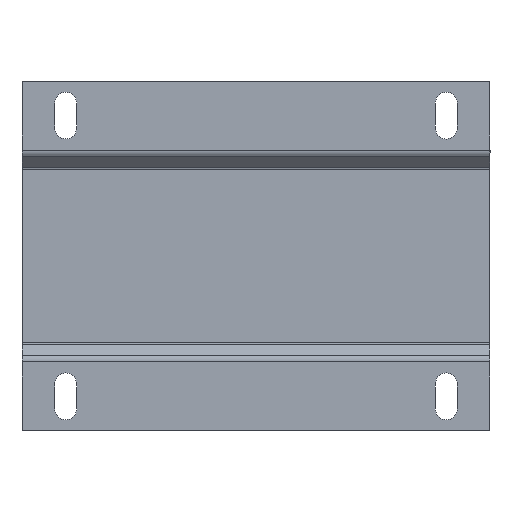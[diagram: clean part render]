
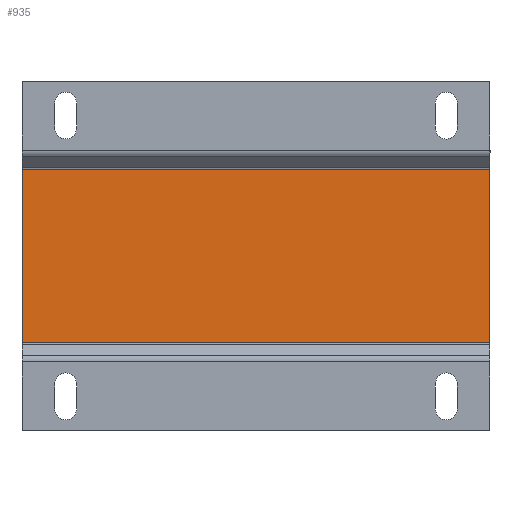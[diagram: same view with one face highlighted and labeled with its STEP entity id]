
A CAD part, front view. The second image highlights one B-rep face of the part: STEP entity #935.
In plain terms, the highlighted planar face has unit normal (0, -1, 0).
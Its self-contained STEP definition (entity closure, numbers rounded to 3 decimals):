
#155 = ORIENTED_EDGE ( 'NONE', *, *, #6651, .F. ) ;
#263 = DIRECTION ( 'NONE',  ( -1., 0., 0. ) ) ;
#772 = AXIS2_PLACEMENT_3D ( 'NONE', #4377, #5436, #4878 ) ;
#821 = PLANE ( 'NONE',  #772 ) ;
#926 = CARTESIAN_POINT ( 'NONE',  ( 0., -64.5, -27.757 ) ) ;
#935 = ADVANCED_FACE ( 'NONE', ( #4616 ), #821, .F. ) ;
#1043 = EDGE_LOOP ( 'NONE', ( #155, #2631, #7559, #4723 ) ) ;
#1389 = EDGE_CURVE ( 'NONE', #7197, #1681, #3310, .T. ) ;
#1632 = VECTOR ( 'NONE', #5850, 1000. ) ;
#1681 = VERTEX_POINT ( 'NONE', #2283 ) ;
#2049 = CARTESIAN_POINT ( 'NONE',  ( -75., -64.5, -27.757 ) ) ;
#2283 = CARTESIAN_POINT ( 'NONE',  ( -75., -64.5, 27.757 ) ) ;
#2486 = LINE ( 'NONE', #6582, #4969 ) ;
#2631 = ORIENTED_EDGE ( 'NONE', *, *, #5311, .F. ) ;
#2757 = CARTESIAN_POINT ( 'NONE',  ( 75., -64.5, 27.757 ) ) ;
#2822 = CARTESIAN_POINT ( 'NONE',  ( 75., -64.5, 56. ) ) ;
#2896 = VECTOR ( 'NONE', #5062, 1000. ) ;
#3207 = LINE ( 'NONE', #2822, #1632 ) ;
#3310 = LINE ( 'NONE', #7282, #6809 ) ;
#3679 = DIRECTION ( 'NONE',  ( 0., 0., 1. ) ) ;
#3760 = EDGE_CURVE ( 'NONE', #4668, #1681, #2486, .T. ) ;
#4377 = CARTESIAN_POINT ( 'NONE',  ( 0., -64.5, 0. ) ) ;
#4413 = VERTEX_POINT ( 'NONE', #6727 ) ;
#4616 = FACE_OUTER_BOUND ( 'NONE', #1043, .T. ) ;
#4668 = VERTEX_POINT ( 'NONE', #2049 ) ;
#4723 = ORIENTED_EDGE ( 'NONE', *, *, #3760, .F. ) ;
#4878 = DIRECTION ( 'NONE',  ( 1., 0., 0. ) ) ;
#4969 = VECTOR ( 'NONE', #3679, 1000. ) ;
#5062 = DIRECTION ( 'NONE',  ( -1., 0., 0. ) ) ;
#5311 = EDGE_CURVE ( 'NONE', #7197, #4413, #3207, .T. ) ;
#5436 = DIRECTION ( 'NONE',  ( 0., 1., 0. ) ) ;
#5850 = DIRECTION ( 'NONE',  ( 0., 0., -1. ) ) ;
#6582 = CARTESIAN_POINT ( 'NONE',  ( -75., -64.5, 56. ) ) ;
#6651 = EDGE_CURVE ( 'NONE', #4413, #4668, #7049, .T. ) ;
#6727 = CARTESIAN_POINT ( 'NONE',  ( 75., -64.5, -27.757 ) ) ;
#6809 = VECTOR ( 'NONE', #263, 1000. ) ;
#7049 = LINE ( 'NONE', #926, #2896 ) ;
#7197 = VERTEX_POINT ( 'NONE', #2757 ) ;
#7282 = CARTESIAN_POINT ( 'NONE',  ( 0., -64.5, 27.757 ) ) ;
#7559 = ORIENTED_EDGE ( 'NONE', *, *, #1389, .T. ) ;
